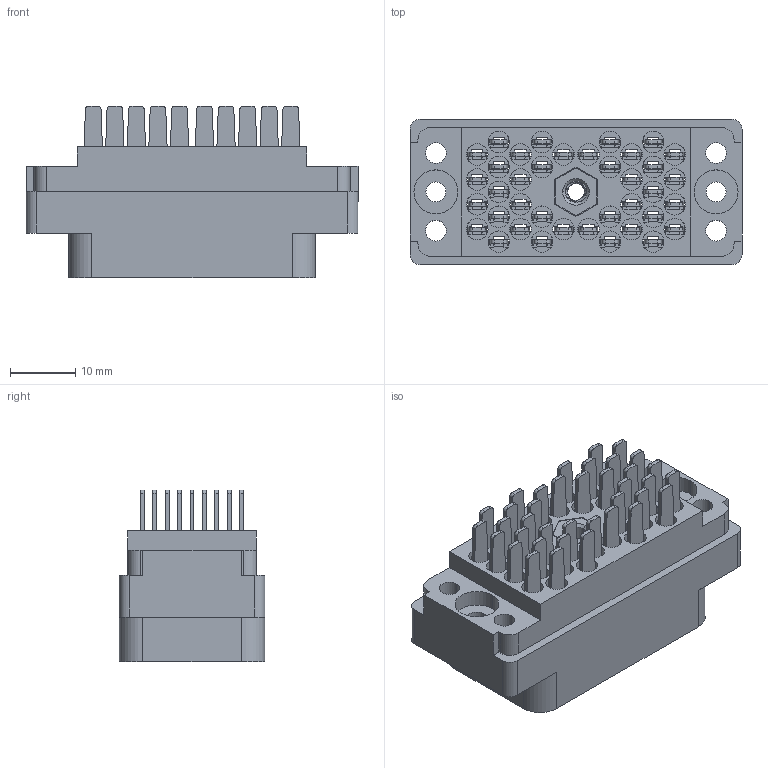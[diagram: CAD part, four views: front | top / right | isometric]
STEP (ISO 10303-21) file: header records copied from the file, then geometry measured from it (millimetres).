
FILE_DESCRIPTION (( 'STEP AP203' ), '1' );
FILE_NAME ('516-038-501-506.STEP', '2020-09-07T04:28:29', ( '' ), ( '' ), 'SwSTEP 2.0', 'SolidWorks 2020', '' );
FILE_SCHEMA (( 'CONFIG_CONTROL_DESIGN' ));
Length unit declared in the file: inch
Products named in the file (4): 516 Plug Insulator_038; 516-252-035-100_516-252-035-100; 516-038-501-506; 516-292-001_501 Contact
Assembly tree (40 placements, depth 2):
  516-038-501-506
    516 Plug Insulator_038
    516-292-001_501 Contact  x38
    516-252-035-100_516-252-035-100
Bounding box: 50.8 x 22.25 x 26.26 mm (x, y, z)
Volume: 10328.9 mm3; surface area: 18925.8 mm2
Topology: 40 solids, 40 shells, 3675 faces, 10642 edges, 7066 vertices
Faces by surface type: plane 2210, cylinder 1219, bspline 234, cone 12
Entity records: 37681 total; most frequent: CARTESIAN_POINT 8691, ORIENTED_EDGE 5892, DIRECTION 5666, EDGE_CURVE 2946, VECTOR 2142, LINE 2142, VERTEX_POINT 1960, AXIS2_PLACEMENT_3D 1762
